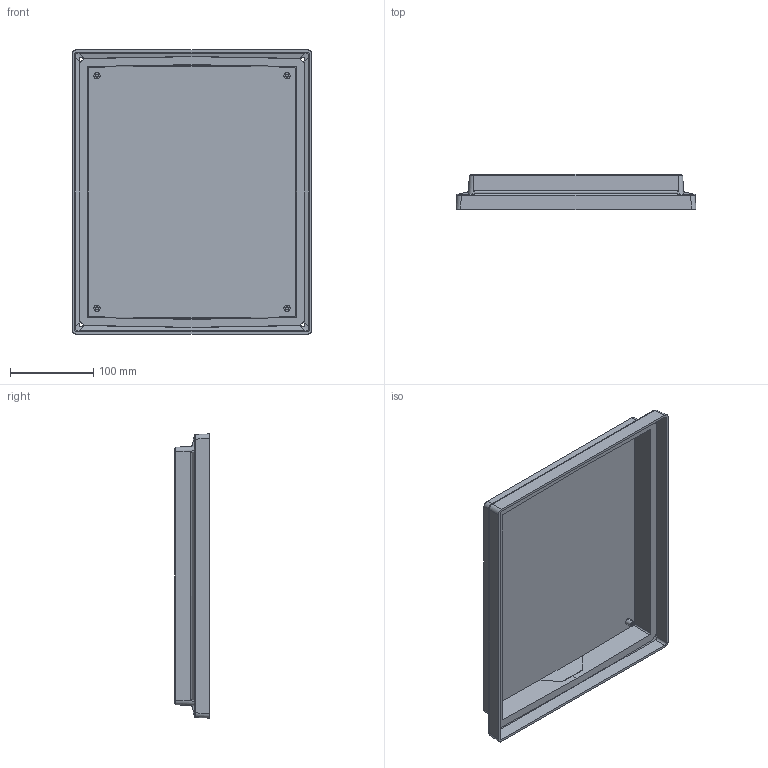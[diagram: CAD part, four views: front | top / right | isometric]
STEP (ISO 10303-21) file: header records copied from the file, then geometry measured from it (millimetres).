
FILE_DESCRIPTION (( 'STEP AP214' ), '1' );
FILE_NAME ('12x10_screw_cover.STEP', '2016-05-12T05:36:22', ( '' ), ( '' ), 'SwSTEP 2.0', 'SolidWorks 2015', '' );
FILE_SCHEMA (( 'AUTOMOTIVE_DESIGN' ));
Length unit declared in the file: millimetre
Products named in the file (1): 12x10_screw_cover
Bounding box: 288.54 x 42 x 341.84 mm (x, y, z)
Volume: 539558 mm3; surface area: 293732.6 mm2
Topology: 1 solids, 1 shells, 169 faces, 466 edges, 308 vertices
Faces by surface type: plane 70, cylinder 67, bspline 20, cone 12
Entity records: 6211 total; most frequent: CARTESIAN_POINT 2259, ORIENTED_EDGE 932, DIRECTION 683, EDGE_CURVE 466, VERTEX_POINT 308, AXIS2_PLACEMENT_3D 235, VECTOR 213, LINE 213
